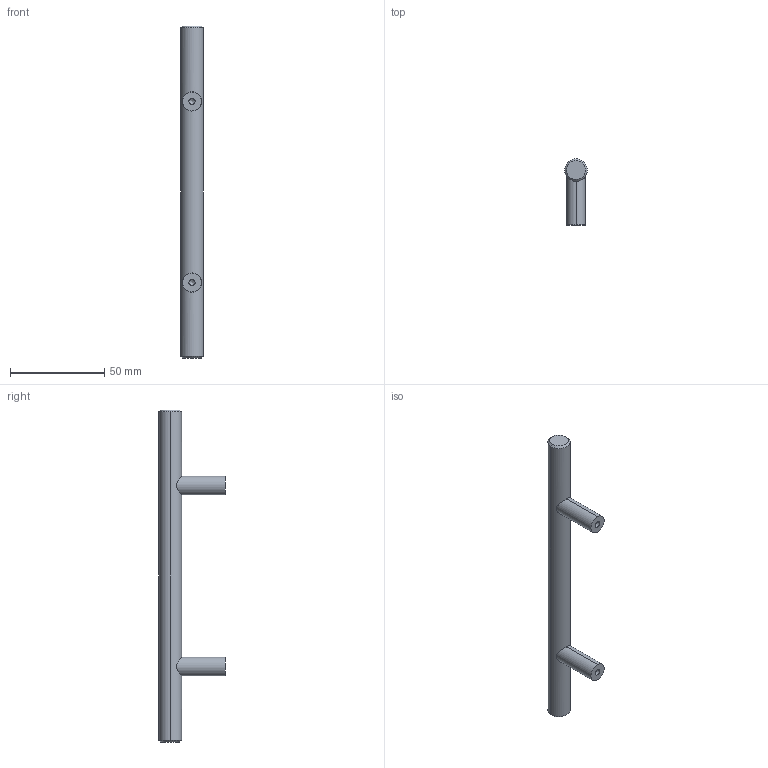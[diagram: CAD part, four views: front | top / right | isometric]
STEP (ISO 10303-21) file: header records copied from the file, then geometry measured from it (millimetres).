
FILE_DESCRIPTION(('Creo Elements/Direct Modeling STEP Export'),'2;1');
FILE_NAME('2188H-178.stp','2024-09-23T 8:52:07',(''),(''),'Creo Elements/Direct Modeling STEP processor for AP214 (Solid Model)','Creo Elements/Direct Modeling 20.0 12-Nov-2016 (C) Parametric Technology GmbH','');
FILE_SCHEMA(('AUTOMOTIVE_DESIGN { 1 0 10303 214 1 1 1 1 }'));
Length unit declared in the file: millimetre
Products named in the file (4): Reling; Sockel.01; Sockel; Griff_gesamt
Assembly tree (3 placements, depth 2):
  Griff_gesamt
    Sockel
    Sockel.01
    Reling
Bounding box: 12 x 35 x 176 mm (x, y, z)
Volume: 23406 mm3; surface area: 9559.5 mm2
Topology: 3 solids, 3 shells, 60 faces, 128 edges, 78 vertices
Faces by surface type: cylinder 30, cone 16, plane 14
Entity records: 2688 total; most frequent: CARTESIAN_POINT 1307, DIRECTION 244, ORIENTED_EDGE 240, EDGE_CURVE 120, AXIS2_PLACEMENT_3D 99, VERTEX_POINT 78, EDGE_LOOP 72, FACE_OUTER_BOUND 60
